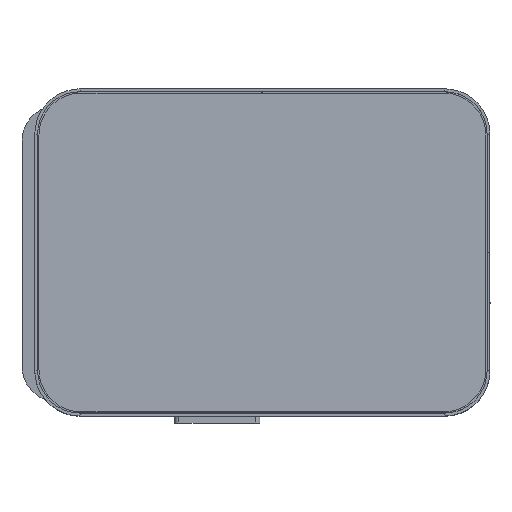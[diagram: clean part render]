
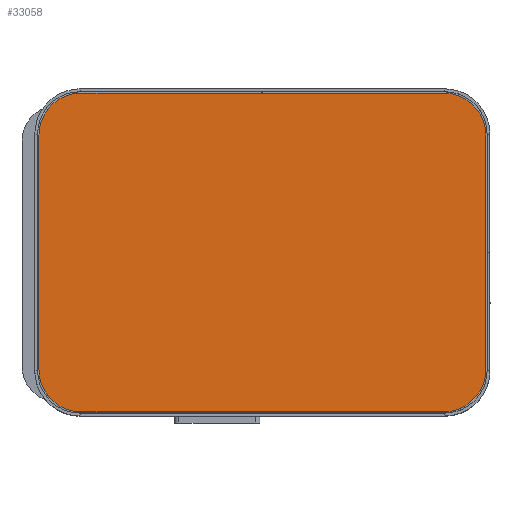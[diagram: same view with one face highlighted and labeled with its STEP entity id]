
A CAD part, top view. The second image highlights one B-rep face of the part: STEP entity #33058.
In plain terms, the highlighted face is planar.
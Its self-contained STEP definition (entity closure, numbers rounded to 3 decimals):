
#32819=CARTESIAN_POINT('',(-127.5,0.,82.5));
#32820=DIRECTION('',(0.,-1.,0.));
#32821=DIRECTION('',(0.,0.,1.));
#32822=AXIS2_PLACEMENT_3D('',#32819,#32820,#32821);
#32827=DIRECTION('',(0.,0.,-1.));
#32828=VECTOR('',#32827,165.);
#32829=CARTESIAN_POINT('',(-157.,0.,82.5));
#32830=LINE('',#32829,#32828);
#32834=CARTESIAN_POINT('',(-127.5,0.,-82.5));
#32835=DIRECTION('',(0.,-1.,0.));
#32836=DIRECTION('',(-1.,0.,0.));
#32837=AXIS2_PLACEMENT_3D('',#32834,#32835,#32836);
#32842=DIRECTION('',(1.,0.,0.));
#32843=VECTOR('',#32842,255.);
#32844=CARTESIAN_POINT('',(-127.5,0.,-112.));
#32845=LINE('',#32844,#32843);
#32849=CARTESIAN_POINT('',(127.5,0.,-82.5));
#32850=DIRECTION('',(0.,-1.,0.));
#32851=DIRECTION('',(0.,0.,-1.));
#32852=AXIS2_PLACEMENT_3D('',#32849,#32850,#32851);
#32857=DIRECTION('',(0.,0.,1.));
#32858=VECTOR('',#32857,165.);
#32859=CARTESIAN_POINT('',(157.,0.,-82.5));
#32860=LINE('',#32859,#32858);
#32864=CARTESIAN_POINT('',(127.5,0.,82.5));
#32865=DIRECTION('',(0.,-1.,0.));
#32866=DIRECTION('',(1.,0.,0.));
#32867=AXIS2_PLACEMENT_3D('',#32864,#32865,#32866);
#32872=DIRECTION('',(-1.,0.,0.));
#32873=VECTOR('',#32872,255.);
#32874=CARTESIAN_POINT('',(127.5,0.,112.));
#32875=LINE('',#32874,#32873);
#32981=CARTESIAN_POINT('',(-127.5,0.,112.));
#32982=CARTESIAN_POINT('',(-157.,0.,82.5));
#32983=VERTEX_POINT('',#32981);
#32984=VERTEX_POINT('',#32982);
#32989=CARTESIAN_POINT('',(-157.,0.,-82.5));
#32990=VERTEX_POINT('',#32989);
#32991=CARTESIAN_POINT('',(-127.5,0.,-112.));
#32992=VERTEX_POINT('',#32991);
#32993=CARTESIAN_POINT('',(127.5,0.,-112.));
#32994=VERTEX_POINT('',#32993);
#32995=CARTESIAN_POINT('',(157.,0.,-82.5));
#32996=VERTEX_POINT('',#32995);
#32997=CARTESIAN_POINT('',(157.,0.,82.5));
#32998=VERTEX_POINT('',#32997);
#32999=CARTESIAN_POINT('',(127.5,0.,112.));
#33000=VERTEX_POINT('',#32999);
#33036=CARTESIAN_POINT('',(-127.5,0.,82.5));
#33037=DIRECTION('',(0.,1.,0.));
#33038=DIRECTION('',(0.,0.,1.));
#33039=AXIS2_PLACEMENT_3D('',#33036,#33037,#33038);
#33040=PLANE('',#33039);
#33041=ORIENTED_EDGE('',*,*,#33018,.T.);
#33043=ORIENTED_EDGE('',*,*,#33042,.T.);
#33045=ORIENTED_EDGE('',*,*,#33044,.T.);
#33047=ORIENTED_EDGE('',*,*,#33046,.T.);
#33049=ORIENTED_EDGE('',*,*,#33048,.T.);
#33051=ORIENTED_EDGE('',*,*,#33050,.T.);
#33053=ORIENTED_EDGE('',*,*,#33052,.T.);
#33055=ORIENTED_EDGE('',*,*,#33054,.T.);
#33056=EDGE_LOOP('',(#33041,#33043,#33045,#33047,#33049,#33051,#33053,#33055));
#33057=FACE_OUTER_BOUND('',#33056,.F.);
#32823=CIRCLE('',#32822,29.5);
#32838=CIRCLE('',#32837,29.5);
#32853=CIRCLE('',#32852,29.5);
#32868=CIRCLE('',#32867,29.5);
#33018=EDGE_CURVE('',#32983,#32984,#32823,.T.);
#33042=EDGE_CURVE('',#32984,#32990,#32830,.T.);
#33044=EDGE_CURVE('',#32990,#32992,#32838,.T.);
#33046=EDGE_CURVE('',#32992,#32994,#32845,.T.);
#33048=EDGE_CURVE('',#32994,#32996,#32853,.T.);
#33050=EDGE_CURVE('',#32996,#32998,#32860,.T.);
#33052=EDGE_CURVE('',#32998,#33000,#32868,.T.);
#33054=EDGE_CURVE('',#33000,#32983,#32875,.T.);
#33058=ADVANCED_FACE('',(#33057),#33040,.T.);
